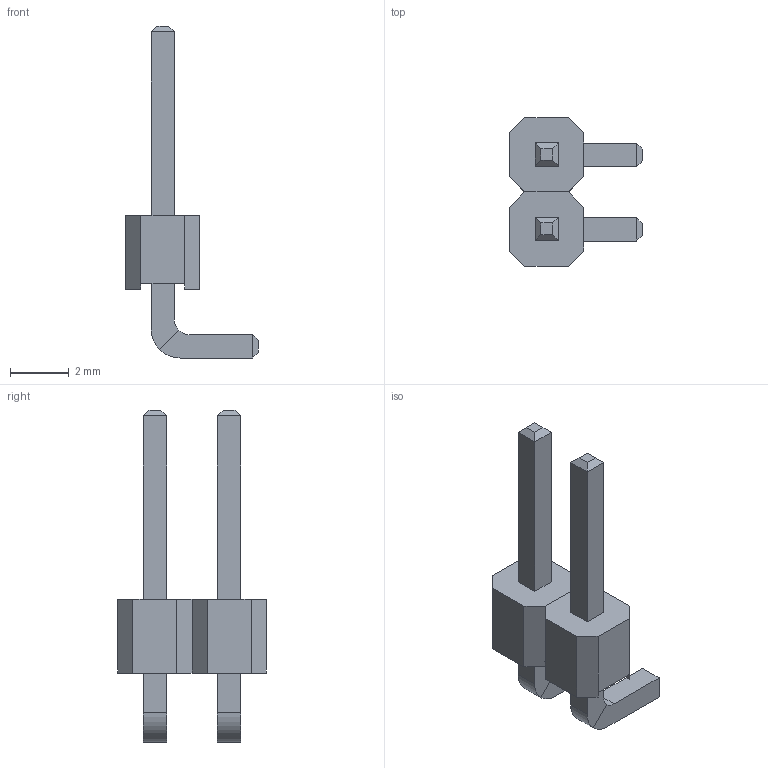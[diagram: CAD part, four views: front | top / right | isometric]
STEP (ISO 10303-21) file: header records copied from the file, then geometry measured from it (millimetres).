
FILE_DESCRIPTION(('FreeCAD Model'),'2;1');
FILE_NAME('1x02_90.stp','2015-04-12T11:23:29',( 'FreeCAD'),('FreeCAD'),'Open CASCADE STEP processor 6.7','FreeCAD', 'Unknown');
FILE_SCHEMA(('AUTOMOTIVE_DESIGN_CC2 { 1 2 10303 214 -1 1 5 4 }'));
Length unit declared in the file: millimetre
Products named in the file (2): Array001; Array
Bounding box: 4.54 x 5.08 x 11.34 mm (x, y, z)
Volume: 43.2 mm3; surface area: 172.4 mm2
Topology: 4 solids, 4 shells, 76 faces, 180 edges, 112 vertices
Faces by surface type: plane 72, cylinder 4
Entity records: 4534 total; most frequent: CARTESIAN_POINT 797, DIRECTION 682, LINE 488, VECTOR 488, ORIENTED_EDGE 360, PCURVE 360, DEFINITIONAL_REPRESENTATION 360, EDGE_CURVE 180
